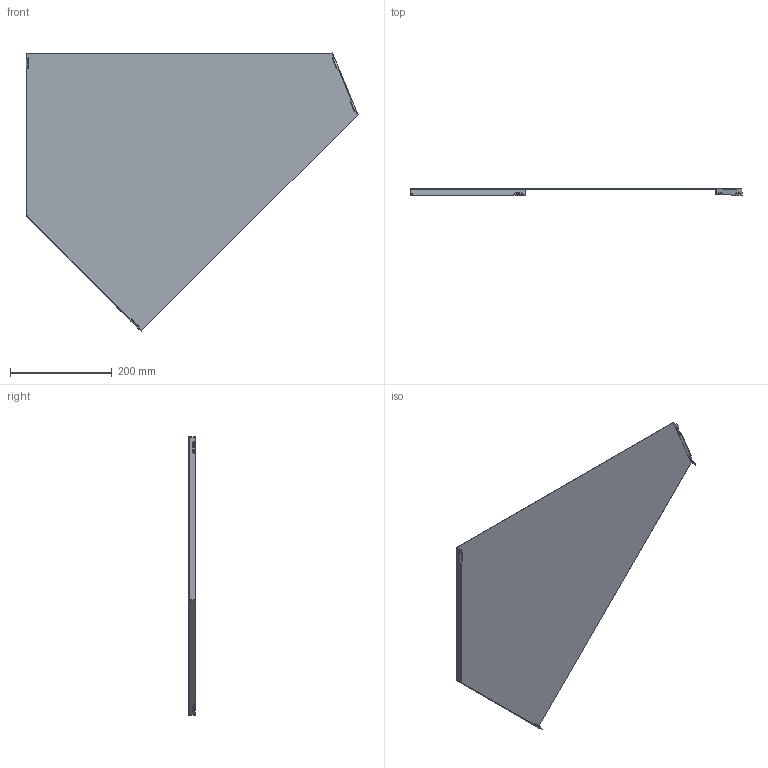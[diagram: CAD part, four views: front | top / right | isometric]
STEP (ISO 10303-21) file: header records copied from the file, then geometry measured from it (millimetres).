
FILE_DESCRIPTION(/* description */ (''),/* implementation_level */ '2;1');
FILE_NAME(/* name */ 'KGLplus45x600.ipt.stp',/* time_stamp */ '2023-05-25T16:58:31+03:00',/* author */ ('Ртищев А.О.'),/* organization */ (''),/* preprocessor_version */ 'ST-DEVELOPER v19.2',/* originating_system */ 'Autodesk Inventor 2023',/* authorisation */ '');
FILE_SCHEMA (('AUTOMOTIVE_DESIGN { 1 0 10303 214 3 1 1 }'));
Length unit declared in the file: millimetre
Products named in the file (1): Крышка горизонт.
 угла 45 гр. 600 мм "ПЛЮС"
, KGLplus45x600
Bounding box: 652.36 x 12.51 x 546.98 mm (x, y, z)
Volume: 246084.4 mm3; surface area: 493972.1 mm2
Topology: 1 solids, 1 shells, 61 faces, 175 edges, 116 vertices
Faces by surface type: plane 43, cone 16, cylinder 2
Entity records: 2102 total; most frequent: CARTESIAN_POINT 353, ORIENTED_EDGE 350, DIRECTION 335, EDGE_CURVE 175, LINE 139, VECTOR 139, VERTEX_POINT 116, AXIS2_PLACEMENT_3D 98
